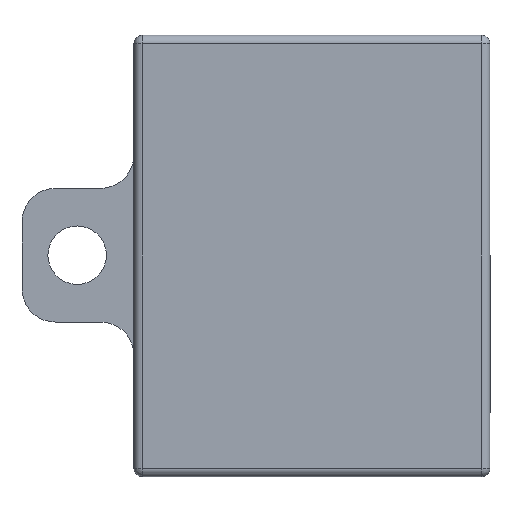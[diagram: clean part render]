
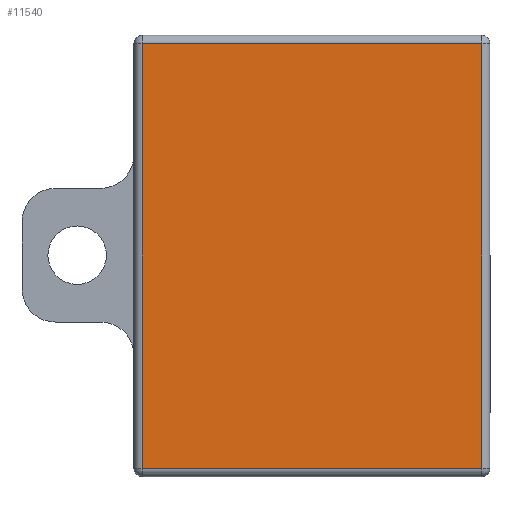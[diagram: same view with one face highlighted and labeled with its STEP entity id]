
A CAD part, front view. The second image highlights one B-rep face of the part: STEP entity #11540.
In plain terms, the highlighted planar face has unit normal (0, -1, 0).
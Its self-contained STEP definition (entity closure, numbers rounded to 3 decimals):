
#572=ORIENTED_EDGE('',*,*,#3973,.F.);
#573=ORIENTED_EDGE('',*,*,#3974,.F.);
#574=ORIENTED_EDGE('',*,*,#3975,.F.);
#575=ORIENTED_EDGE('',*,*,#3976,.F.);
#3973=EDGE_CURVE('',#5669,#5670,#6783,.T.);
#3974=EDGE_CURVE('',#5671,#5669,#6784,.T.);
#3975=EDGE_CURVE('',#5672,#5671,#6785,.T.);
#3976=EDGE_CURVE('',#5670,#5672,#6786,.T.);
#5669=VERTEX_POINT('',#19307);
#5670=VERTEX_POINT('',#19308);
#5671=VERTEX_POINT('',#19310);
#5672=VERTEX_POINT('',#19312);
#6783=LINE('',#19306,#8243);
#6784=LINE('',#19309,#8244);
#6785=LINE('',#19311,#8245);
#6786=LINE('',#19313,#8246);
#8243=VECTOR('',#16004,1000.);
#8244=VECTOR('',#16005,1000.);
#8245=VECTOR('',#16006,1000.);
#8246=VECTOR('',#16007,1000.);
#9655=EDGE_LOOP('',(#572,#573,#574,#575));
#10342=FACE_BOUND('',#9655,.T.);
#11027=PLANE('',#15002);
#11540=ADVANCED_FACE('',(#10342),#11027,.F.);
#15002=AXIS2_PLACEMENT_3D('',#19305,#16002,#16003);
#16002=DIRECTION('',(0.,1.,0.));
#16003=DIRECTION('',(0.,0.,1.));
#16004=DIRECTION('',(1.,0.,0.));
#16005=DIRECTION('',(0.,0.,1.));
#16006=DIRECTION('',(-1.,0.,0.));
#16007=DIRECTION('',(0.,0.,-1.));
#19305=CARTESIAN_POINT('',(-13.2,0.,-10.65));
#19306=CARTESIAN_POINT('',(-19.8,0.,-0.5));
#19307=CARTESIAN_POINT('',(-25.9,0.,-0.5));
#19308=CARTESIAN_POINT('',(-0.5,0.,-0.5));
#19309=CARTESIAN_POINT('',(-25.9,0.,-15.975));
#19310=CARTESIAN_POINT('',(-25.9,0.,-20.8));
#19311=CARTESIAN_POINT('',(-6.6,0.,-20.8));
#19312=CARTESIAN_POINT('',(-0.5,0.,-20.8));
#19313=CARTESIAN_POINT('',(-0.5,0.,-5.325));
